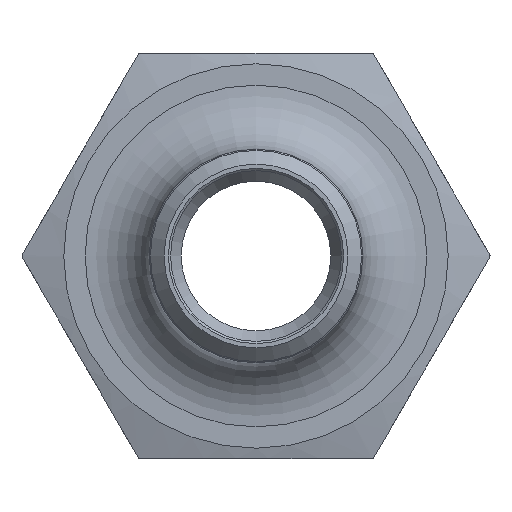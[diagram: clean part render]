
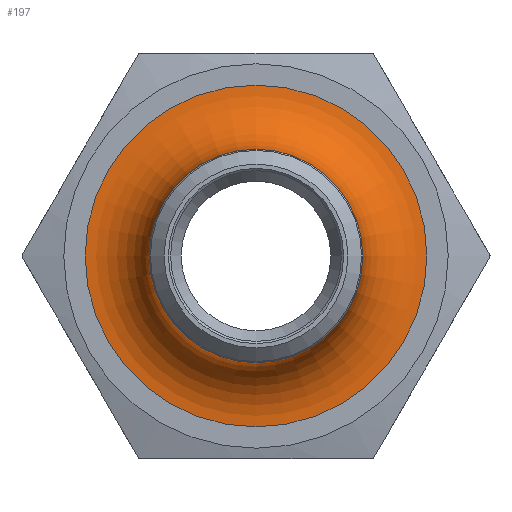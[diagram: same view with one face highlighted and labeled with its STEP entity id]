
A CAD part, left-side view. The second image highlights one B-rep face of the part: STEP entity #197.
In plain terms, the highlighted toroidal (fillet/blend) face has major radius 8 mm and minor radius 3 mm.
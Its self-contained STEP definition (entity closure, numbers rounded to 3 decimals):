
#148=TOROIDAL_SURFACE('',#687,8.,3.);
#197=ADVANCED_FACE('',(#281,#282),#148,.F.);
#281=FACE_BOUND('',#349,.T.);
#282=FACE_BOUND('',#350,.T.);
#349=EDGE_LOOP('',(#475));
#350=EDGE_LOOP('',(#476));
#475=ORIENTED_EDGE('',*,*,#596,.T.);
#476=ORIENTED_EDGE('',*,*,#595,.F.);
#532=VERTEX_POINT('',#1180);
#533=VERTEX_POINT('',#1183);
#595=EDGE_CURVE('',#532,#532,#622,.T.);
#596=EDGE_CURVE('',#533,#533,#623,.T.);
#622=CIRCLE('',#684,8.);
#623=CIRCLE('',#686,5.);
#684=AXIS2_PLACEMENT_3D('',#1179,#822,#823);
#686=AXIS2_PLACEMENT_3D('',#1182,#826,#827);
#687=AXIS2_PLACEMENT_3D('',#1184,#828,#829);
#822=DIRECTION('',(1.,0.,0.));
#823=DIRECTION('',(0.,0.,1.));
#826=DIRECTION('',(1.,0.,0.));
#827=DIRECTION('',(0.,0.,1.));
#828=DIRECTION('',(-1.,0.,0.));
#829=DIRECTION('',(0.,0.,1.));
#1179=CARTESIAN_POINT('',(10.,0.,0.));
#1180=CARTESIAN_POINT('',(10.,0.,8.));
#1182=CARTESIAN_POINT('',(7.,0.,0.));
#1183=CARTESIAN_POINT('',(7.,0.,5.));
#1184=CARTESIAN_POINT('',(7.,0.,0.));
